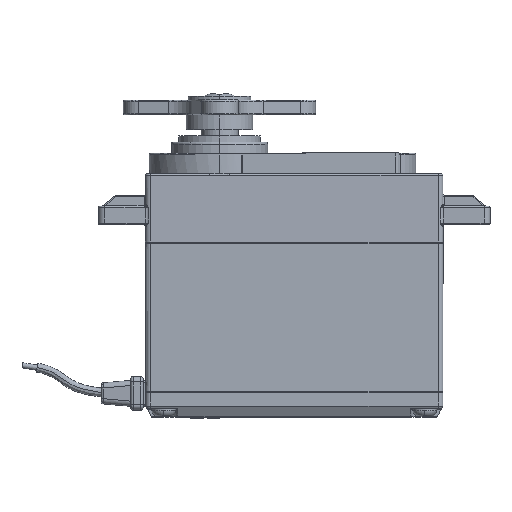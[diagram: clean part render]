
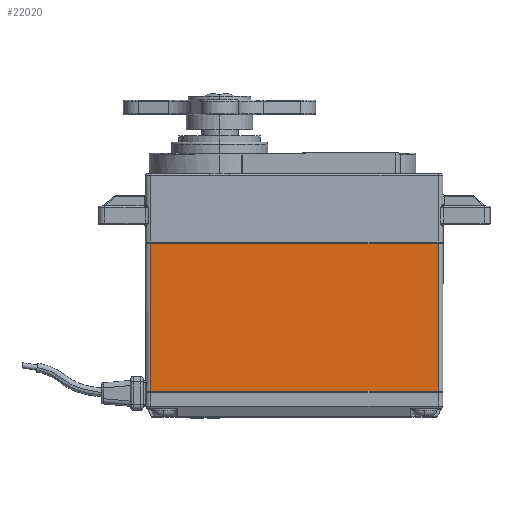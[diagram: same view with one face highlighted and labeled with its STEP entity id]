
A CAD part, top view. The second image highlights one B-rep face of the part: STEP entity #22020.
In plain terms, the highlighted planar face has unit normal (0, -0.001, 1).
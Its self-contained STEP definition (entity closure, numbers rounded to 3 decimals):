
#665 = FACE_OUTER_BOUND ( 'NONE', #11585, .T. ) ;
#2474 = VECTOR ( 'NONE', #31680, 1000. ) ;
#5285 = EDGE_CURVE ( 'NONE', #18851, #21809, #19939, .T. ) ;
#5295 = CARTESIAN_POINT ( 'NONE',  ( 29.566, -32.2, 9.649 ) ) ;
#6108 = ORIENTED_EDGE ( 'NONE', *, *, #14284, .F. ) ;
#6328 = DIRECTION ( 'NONE',  ( 0., 1., 0.001 ) ) ;
#7139 = DIRECTION ( 'NONE',  ( 0., -0.001, 1. ) ) ;
#9051 = PLANE ( 'NONE',  #33546 ) ;
#9636 = CARTESIAN_POINT ( 'NONE',  ( 29.566, -12.15, 9.666 ) ) ;
#11585 = EDGE_LOOP ( 'NONE', ( #24210, #6108, #28698, #33686 ) ) ;
#11754 = LINE ( 'NONE', #28642, #28429 ) ;
#13063 = VERTEX_POINT ( 'NONE', #26204 ) ;
#13434 = CARTESIAN_POINT ( 'NONE',  ( -9.366, -12., 9.666 ) ) ;
#14222 = LINE ( 'NONE', #17419, #21029 ) ;
#14284 = EDGE_CURVE ( 'NONE', #13063, #18851, #23778, .T. ) ;
#17084 = CARTESIAN_POINT ( 'NONE',  ( 29.566, -12.15, 9.666 ) ) ;
#17419 = CARTESIAN_POINT ( 'NONE',  ( 29.566, -32.2, 9.649 ) ) ;
#18851 = VERTEX_POINT ( 'NONE', #33338 ) ;
#19939 = LINE ( 'NONE', #9636, #2474 ) ;
#21029 = VECTOR ( 'NONE', #32357, 1000. ) ;
#21809 = VERTEX_POINT ( 'NONE', #17084 ) ;
#22020 = ADVANCED_FACE ( 'NONE', ( #665 ), #9051, .T. ) ;
#23778 = LINE ( 'NONE', #13434, #30393 ) ;
#24210 = ORIENTED_EDGE ( 'NONE', *, *, #5285, .F. ) ;
#24597 = CARTESIAN_POINT ( 'NONE',  ( 29.566, -12., 9.666 ) ) ;
#24903 = EDGE_CURVE ( 'NONE', #26796, #13063, #14222, .T. ) ;
#26204 = CARTESIAN_POINT ( 'NONE',  ( -9.366, -32.2, 9.649 ) ) ;
#26796 = VERTEX_POINT ( 'NONE', #5295 ) ;
#27958 = DIRECTION ( 'NONE',  ( 0., 1., 0.001 ) ) ;
#28429 = VECTOR ( 'NONE', #27958, 1000. ) ;
#28642 = CARTESIAN_POINT ( 'NONE',  ( 29.566, -12., 9.666 ) ) ;
#28698 = ORIENTED_EDGE ( 'NONE', *, *, #24903, .F. ) ;
#30393 = VECTOR ( 'NONE', #6328, 1000. ) ;
#31680 = DIRECTION ( 'NONE',  ( 1., 0., 0. ) ) ;
#32357 = DIRECTION ( 'NONE',  ( -1., 0., 0. ) ) ;
#33338 = CARTESIAN_POINT ( 'NONE',  ( -9.366, -12.15, 9.666 ) ) ;
#33546 = AXIS2_PLACEMENT_3D ( 'NONE', #24597, #7139, #37474 ) ;
#33686 = ORIENTED_EDGE ( 'NONE', *, *, #39615, .T. ) ;
#37474 = DIRECTION ( 'NONE',  ( 0., -1., -0.001 ) ) ;
#39615 = EDGE_CURVE ( 'NONE', #26796, #21809, #11754, .T. ) ;
